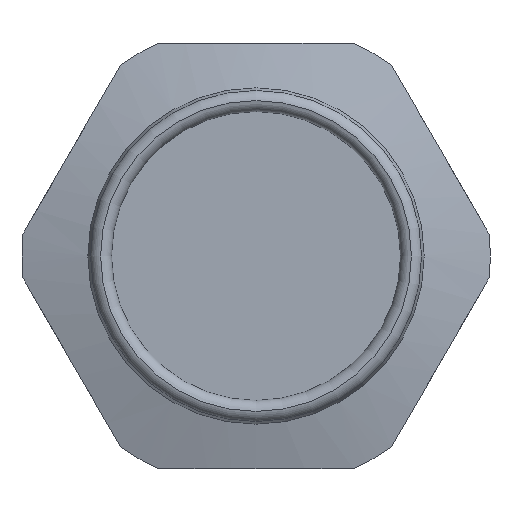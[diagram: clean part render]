
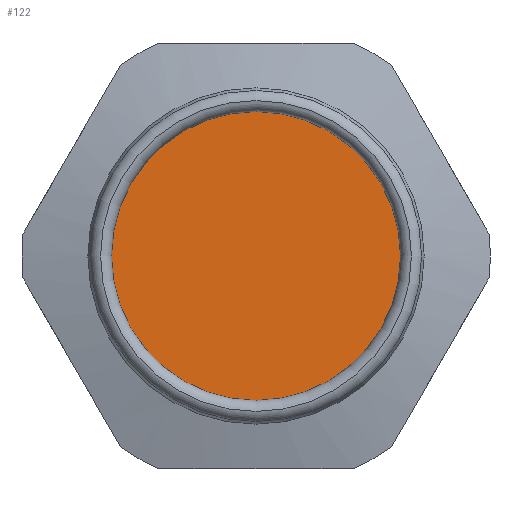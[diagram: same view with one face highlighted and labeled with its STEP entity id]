
A CAD part, left-side view. The second image highlights one B-rep face of the part: STEP entity #122.
In plain terms, the highlighted planar face has unit normal (-1, 0, 0).
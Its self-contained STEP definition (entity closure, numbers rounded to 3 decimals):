
#122 = ADVANCED_FACE( '', ( #250 ), #251, .F. );
#250 = FACE_OUTER_BOUND( '', #375, .T. );
#251 = PLANE( '', #376 );
#375 = EDGE_LOOP( '', ( #641 ) );
#376 = AXIS2_PLACEMENT_3D( '', #642, #643, #644 );
#641 = ORIENTED_EDGE( '', *, *, #759, .F. );
#642 = CARTESIAN_POINT( '', ( 1.8, 0., 0. ) );
#643 = DIRECTION( '', ( 1., 0., 0. ) );
#644 = DIRECTION( '', ( 0., 0., -1. ) );
#759 = EDGE_CURVE( '', #912, #912, #913, .T. );
#912 = VERTEX_POINT( '', #1193 );
#913 = CIRCLE( '', #1194, 17. );
#1193 = CARTESIAN_POINT( '', ( 1.8, 0., -17. ) );
#1194 = AXIS2_PLACEMENT_3D( '', #1353, #1354, #1355 );
#1353 = CARTESIAN_POINT( '', ( 1.8, 0., 0. ) );
#1354 = DIRECTION( '', ( 1., 0., 0. ) );
#1355 = DIRECTION( '', ( 0., 0., -1. ) );
